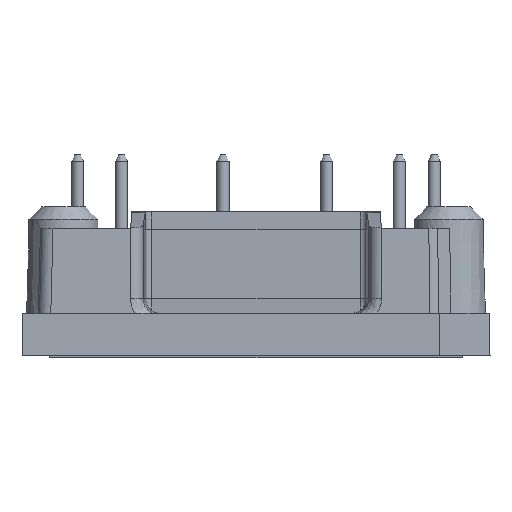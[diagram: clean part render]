
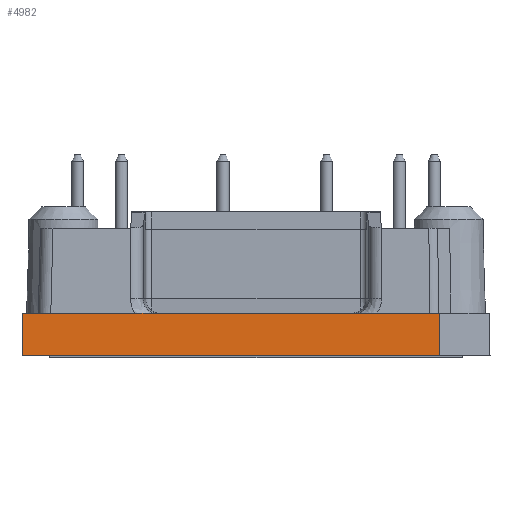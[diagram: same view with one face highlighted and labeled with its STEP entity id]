
A CAD part, left-side view. The second image highlights one B-rep face of the part: STEP entity #4982.
In plain terms, the highlighted planar face has unit normal (-1, 0, 0.018).
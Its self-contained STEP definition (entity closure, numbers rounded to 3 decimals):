
#1301=ORIENTED_EDGE('',*,*,#2221,.F.);
#1302=ORIENTED_EDGE('',*,*,#2047,.T.);
#1303=ORIENTED_EDGE('',*,*,#2056,.T.);
#1304=ORIENTED_EDGE('',*,*,#1947,.F.);
#1947=EDGE_CURVE('',#2569,#2570,#2993,.T.);
#2047=EDGE_CURVE('',#2640,#2638,#3054,.T.);
#2056=EDGE_CURVE('',#2638,#2570,#3063,.T.);
#2221=EDGE_CURVE('',#2640,#2569,#3155,.T.);
#2569=VERTEX_POINT('',#10197);
#2570=VERTEX_POINT('',#10198);
#2638=VERTEX_POINT('',#10447);
#2640=VERTEX_POINT('',#10450);
#2993=LINE('',#10196,#3317);
#3054=LINE('',#10449,#3378);
#3063=LINE('',#10466,#3387);
#3155=LINE('',#10954,#3479);
#3317=VECTOR('',#8540,1000.);
#3378=VECTOR('',#8719,1000.);
#3387=VECTOR('',#8736,1000.);
#3479=VECTOR('',#9148,1000.);
#3800=EDGE_LOOP('',(#1301,#1302,#1303,#1304));
#4346=FACE_BOUND('',#3800,.T.);
#4717=PLANE('',#7916);
#4982=ADVANCED_FACE('',(#4346),#4717,.T.);
#7916=AXIS2_PLACEMENT_3D('',#10953,#9146,#9147);
#8540=DIRECTION('',(0.,1.,0.));
#8719=DIRECTION('',(0.,1.,0.));
#8736=DIRECTION('',(-0.017,0.017,-1.));
#9146=DIRECTION('',(-1.,0.,0.017));
#9147=DIRECTION('',(0.017,0.,1.));
#9148=DIRECTION('',(-0.017,-0.007,-1.));
#10196=CARTESIAN_POINT('',(-43.5,0.25,5.));
#10197=CARTESIAN_POINT('',(-43.5,-14.45,5.));
#10198=CARTESIAN_POINT('',(-43.5,18.95,5.));
#10447=CARTESIAN_POINT('',(-43.441,18.891,8.4));
#10449=CARTESIAN_POINT('',(-43.441,0.25,8.4));
#10450=CARTESIAN_POINT('',(-43.441,-14.425,8.4));
#10466=CARTESIAN_POINT('',(-43.494,18.944,5.326));
#10953=CARTESIAN_POINT('',(-43.5,0.25,5.));
#10954=CARTESIAN_POINT('',(-43.498,-14.449,5.134));
